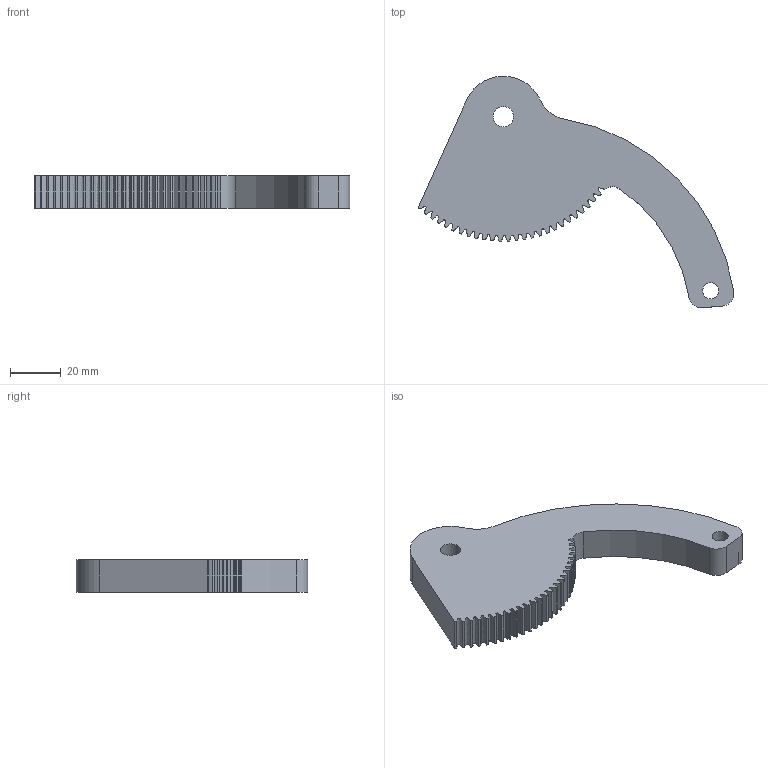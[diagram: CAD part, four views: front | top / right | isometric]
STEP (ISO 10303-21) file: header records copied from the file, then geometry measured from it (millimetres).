
FILE_DESCRIPTION(('HOOPS Exchange Step'),'2;1');
FILE_NAME('ab8afba91eba2e75ef2ce4ea2f3bab2a20200328-3347-1pxkmzo.SLDPRT.step','2020-03-28T05:26:06+00:00',('converter2'),('Unknown organisation'),'HOOPS Exchange 2019.2','HOOPS Exchange','Unknown authorisation');
FILE_SCHEMA( ('AUTOMOTIVE_DESIGN { 1 0 10303 214 1 1 1 1 }') );
Length unit declared in the file: inch
Products named in the file (3): 23Y Stepper Spur; 17Y Stepper Spur; ab8afba91eba2e75ef2ce4ea2f3bab2a20200328-3347-1pxkmzo
Assembly tree (2 placements, depth 2):
  ab8afba91eba2e75ef2ce4ea2f3bab2a20200328-3347-1pxkmzo
    23Y Stepper Spur
    17Y Stepper Spur
Bounding box: 124.06 x 91 x 12.7 mm (x, y, z)
Volume: 56830.5 mm3; surface area: 15092.8 mm2
Topology: 1 solids, 1 shells, 65 faces, 191 edges, 128 vertices
Faces by surface type: cylinder 35, extrusion 26, plane 4
Full cylindrical faces by diameter (mm): 6.35 x1, 7.938 x1
Entity records: 7789 total; most frequent: CARTESIAN_POINT 6005, ORIENTED_EDGE 382, DIRECTION 325, EDGE_CURVE 191, VERTEX_POINT 128, AXIS2_PLACEMENT_3D 116, VECTOR 93, B_SPLINE_CURVE_WITH_KNOTS 78
